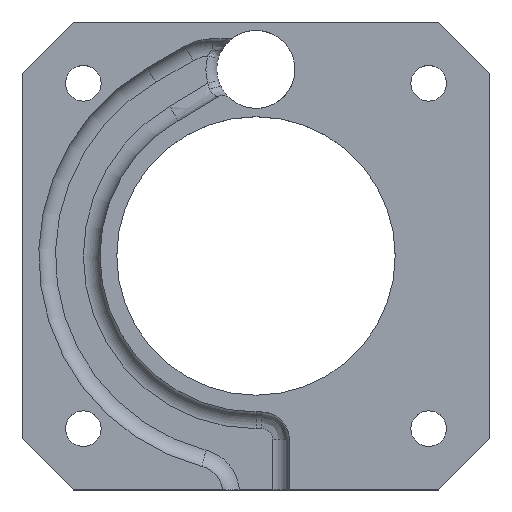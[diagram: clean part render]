
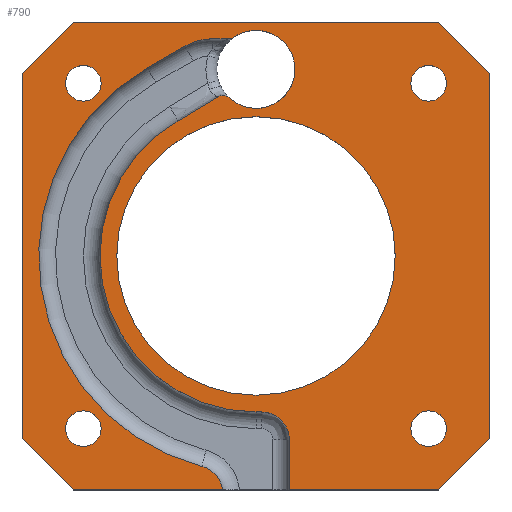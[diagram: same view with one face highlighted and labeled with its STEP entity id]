
A CAD part, top view. The second image highlights one B-rep face of the part: STEP entity #790.
In plain terms, the highlighted planar face has unit normal (0, 0, 1).
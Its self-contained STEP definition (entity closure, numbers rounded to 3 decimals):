
#15=(
BOUNDED_CURVE()
B_SPLINE_CURVE(5,(#1422,#1423,#1424,#1425,#1426,#1427,#1428,#1429,#1430),
 .UNSPECIFIED.,.F.,.F.)
B_SPLINE_CURVE_WITH_KNOTS((6,1,1,1,6),(0.398,0.4,0.6,0.8,1.),
 .UNSPECIFIED.)
CURVE()
GEOMETRIC_REPRESENTATION_ITEM()
RATIONAL_B_SPLINE_CURVE((1.,1.,1.,1.,1.,1.,1.,1.,1.))
REPRESENTATION_ITEM('')
);
#24=FACE_BOUND('',#248,.T.);
#25=FACE_BOUND('',#249,.T.);
#26=FACE_BOUND('',#250,.T.);
#27=FACE_BOUND('',#251,.T.);
#28=FACE_BOUND('',#252,.T.);
#31=PLANE('',#877);
#70=LINE('',#1550,#124);
#71=LINE('',#1554,#125);
#72=LINE('',#1556,#126);
#73=LINE('',#1558,#127);
#74=LINE('',#1560,#128);
#75=LINE('',#1562,#129);
#76=LINE('',#1564,#130);
#77=LINE('',#1566,#131);
#78=LINE('',#1568,#132);
#79=LINE('',#1570,#133);
#80=LINE('',#1571,#134);
#81=LINE('',#1575,#135);
#82=LINE('',#1578,#136);
#124=VECTOR('',#1037,10.);
#125=VECTOR('',#1040,10.);
#126=VECTOR('',#1041,10.);
#127=VECTOR('',#1042,10.);
#128=VECTOR('',#1043,10.);
#129=VECTOR('',#1044,10.);
#130=VECTOR('',#1045,10.);
#131=VECTOR('',#1046,10.);
#132=VECTOR('',#1047,10.);
#133=VECTOR('',#1048,10.);
#134=VECTOR('',#1049,10.);
#135=VECTOR('',#1052,10.);
#136=VECTOR('',#1055,10.);
#196=FACE_OUTER_BOUND('',#247,.T.);
#247=EDGE_LOOP('',(#643,#644,#645,#646,#647,#648,#649,#650,#651,#652,#653,
#654,#655,#656,#657,#658,#659,#660,#661,#662,#663,#664));
#248=EDGE_LOOP('',(#665));
#249=EDGE_LOOP('',(#666));
#250=EDGE_LOOP('',(#667));
#251=EDGE_LOOP('',(#668));
#252=EDGE_LOOP('',(#669));
#276=B_SPLINE_CURVE_WITH_KNOTS('',3,(#1205,#1206,#1207,#1208,#1209,#1210,
#1211),.UNSPECIFIED.,.F.,.F.,(4,3,4),(0.,0.063,0.125),
 .UNSPECIFIED.);
#292=CIRCLE('',#829,1.);
#306=CIRCLE('',#846,3.5);
#326=CIRCLE('',#876,2.5);
#327=CIRCLE('',#878,14.);
#328=CIRCLE('',#879,2.5);
#329=CIRCLE('',#880,19.5);
#330=CIRCLE('',#881,5.);
#331=CIRCLE('',#882,1.6);
#332=CIRCLE('',#883,1.6);
#333=CIRCLE('',#884,12.5);
#334=CIRCLE('',#885,1.6);
#335=CIRCLE('',#886,1.6);
#340=VERTEX_POINT('',#1178);
#341=VERTEX_POINT('',#1179);
#342=VERTEX_POINT('',#1203);
#343=VERTEX_POINT('',#1204);
#368=VERTEX_POINT('',#1420);
#387=VERTEX_POINT('',#1541);
#388=VERTEX_POINT('',#1543);
#389=VERTEX_POINT('',#1547);
#390=VERTEX_POINT('',#1549);
#391=VERTEX_POINT('',#1551);
#392=VERTEX_POINT('',#1553);
#393=VERTEX_POINT('',#1555);
#394=VERTEX_POINT('',#1557);
#395=VERTEX_POINT('',#1559);
#396=VERTEX_POINT('',#1561);
#397=VERTEX_POINT('',#1563);
#398=VERTEX_POINT('',#1565);
#399=VERTEX_POINT('',#1567);
#400=VERTEX_POINT('',#1569);
#401=VERTEX_POINT('',#1572);
#402=VERTEX_POINT('',#1574);
#403=VERTEX_POINT('',#1576);
#404=VERTEX_POINT('',#1579);
#405=VERTEX_POINT('',#1581);
#406=VERTEX_POINT('',#1583);
#407=VERTEX_POINT('',#1585);
#408=VERTEX_POINT('',#1587);
#413=EDGE_CURVE('',#340,#341,#292,.T.);
#416=EDGE_CURVE('',#342,#343,#276,.T.);
#448=EDGE_CURVE('',#340,#343,#306,.T.);
#451=EDGE_CURVE('',#342,#368,#15,.T.);
#482=EDGE_CURVE('',#387,#388,#326,.T.);
#484=EDGE_CURVE('',#368,#389,#327,.T.);
#485=EDGE_CURVE('',#389,#390,#70,.T.);
#486=EDGE_CURVE('',#391,#390,#328,.T.);
#487=EDGE_CURVE('',#391,#392,#71,.T.);
#488=EDGE_CURVE('',#392,#393,#72,.T.);
#489=EDGE_CURVE('',#394,#393,#73,.T.);
#490=EDGE_CURVE('',#394,#395,#74,.T.);
#491=EDGE_CURVE('',#396,#395,#75,.T.);
#492=EDGE_CURVE('',#396,#397,#76,.T.);
#493=EDGE_CURVE('',#398,#397,#77,.T.);
#494=EDGE_CURVE('',#398,#399,#78,.T.);
#495=EDGE_CURVE('',#400,#399,#79,.T.);
#496=EDGE_CURVE('',#400,#388,#80,.T.);
#497=EDGE_CURVE('',#387,#401,#329,.T.);
#498=EDGE_CURVE('',#401,#402,#81,.T.);
#499=EDGE_CURVE('',#403,#402,#330,.T.);
#500=EDGE_CURVE('',#403,#341,#82,.T.);
#501=EDGE_CURVE('',#404,#404,#331,.T.);
#502=EDGE_CURVE('',#405,#405,#332,.T.);
#503=EDGE_CURVE('',#406,#406,#333,.T.);
#504=EDGE_CURVE('',#407,#407,#334,.T.);
#505=EDGE_CURVE('',#408,#408,#335,.T.);
#643=ORIENTED_EDGE('',*,*,#413,.F.);
#644=ORIENTED_EDGE('',*,*,#448,.T.);
#645=ORIENTED_EDGE('',*,*,#416,.F.);
#646=ORIENTED_EDGE('',*,*,#451,.T.);
#647=ORIENTED_EDGE('',*,*,#484,.T.);
#648=ORIENTED_EDGE('',*,*,#485,.T.);
#649=ORIENTED_EDGE('',*,*,#486,.F.);
#650=ORIENTED_EDGE('',*,*,#487,.T.);
#651=ORIENTED_EDGE('',*,*,#488,.T.);
#652=ORIENTED_EDGE('',*,*,#489,.F.);
#653=ORIENTED_EDGE('',*,*,#490,.T.);
#654=ORIENTED_EDGE('',*,*,#491,.F.);
#655=ORIENTED_EDGE('',*,*,#492,.T.);
#656=ORIENTED_EDGE('',*,*,#493,.F.);
#657=ORIENTED_EDGE('',*,*,#494,.T.);
#658=ORIENTED_EDGE('',*,*,#495,.F.);
#659=ORIENTED_EDGE('',*,*,#496,.T.);
#660=ORIENTED_EDGE('',*,*,#482,.F.);
#661=ORIENTED_EDGE('',*,*,#497,.T.);
#662=ORIENTED_EDGE('',*,*,#498,.T.);
#663=ORIENTED_EDGE('',*,*,#499,.F.);
#664=ORIENTED_EDGE('',*,*,#500,.T.);
#665=ORIENTED_EDGE('',*,*,#501,.T.);
#666=ORIENTED_EDGE('',*,*,#502,.T.);
#667=ORIENTED_EDGE('',*,*,#503,.T.);
#668=ORIENTED_EDGE('',*,*,#504,.T.);
#669=ORIENTED_EDGE('',*,*,#505,.T.);
#790=ADVANCED_FACE('',(#196,#24,#25,#26,#27,#28),#31,.T.);
#829=AXIS2_PLACEMENT_3D('',#1180,#916,#917);
#846=AXIS2_PLACEMENT_3D('',#1392,#960,#961);
#876=AXIS2_PLACEMENT_3D('',#1544,#1030,#1031);
#877=AXIS2_PLACEMENT_3D('',#1546,#1033,#1034);
#878=AXIS2_PLACEMENT_3D('',#1548,#1035,#1036);
#879=AXIS2_PLACEMENT_3D('',#1552,#1038,#1039);
#880=AXIS2_PLACEMENT_3D('',#1573,#1050,#1051);
#881=AXIS2_PLACEMENT_3D('',#1577,#1053,#1054);
#882=AXIS2_PLACEMENT_3D('',#1580,#1056,#1057);
#883=AXIS2_PLACEMENT_3D('',#1582,#1058,#1059);
#884=AXIS2_PLACEMENT_3D('',#1584,#1060,#1061);
#885=AXIS2_PLACEMENT_3D('',#1586,#1062,#1063);
#886=AXIS2_PLACEMENT_3D('',#1588,#1064,#1065);
#916=DIRECTION('center_axis',(0.,0.,-1.));
#917=DIRECTION('ref_axis',(0.289,-0.957,0.));
#960=DIRECTION('center_axis',(0.,0.,-1.));
#961=DIRECTION('ref_axis',(-1.,0.,0.));
#1030=DIRECTION('center_axis',(0.,0.,-1.));
#1031=DIRECTION('ref_axis',(0.249,0.968,0.));
#1033=DIRECTION('center_axis',(0.,0.,1.));
#1034=DIRECTION('ref_axis',(1.,0.,0.));
#1035=DIRECTION('center_axis',(0.,0.,1.));
#1036=DIRECTION('ref_axis',(0.214,-0.977,0.));
#1037=DIRECTION('',(1.,0.,0.));
#1038=DIRECTION('center_axis',(0.,0.,1.));
#1039=DIRECTION('ref_axis',(0.707,0.707,0.));
#1040=DIRECTION('',(0.,-1.,0.));
#1041=DIRECTION('',(1.,0.,0.));
#1042=DIRECTION('',(-0.707,-0.707,0.));
#1043=DIRECTION('',(0.,1.,0.));
#1044=DIRECTION('',(0.707,-0.707,0.));
#1045=DIRECTION('',(-1.,0.,0.));
#1046=DIRECTION('',(0.707,0.707,0.));
#1047=DIRECTION('',(0.,-1.,0.));
#1048=DIRECTION('',(-0.707,0.707,0.));
#1049=DIRECTION('',(1.,0.,0.));
#1050=DIRECTION('center_axis',(0.,0.,-1.));
#1051=DIRECTION('ref_axis',(0.154,-0.988,0.));
#1052=DIRECTION('',(0.866,0.5,0.));
#1053=DIRECTION('center_axis',(0.,0.,1.));
#1054=DIRECTION('ref_axis',(-0.259,0.966,0.));
#1055=DIRECTION('',(1.,0.,0.));
#1056=DIRECTION('center_axis',(0.,0.,-1.));
#1057=DIRECTION('ref_axis',(1.,0.,0.));
#1058=DIRECTION('center_axis',(0.,0.,-1.));
#1059=DIRECTION('ref_axis',(1.,0.,0.));
#1060=DIRECTION('center_axis',(0.,0.,-1.));
#1061=DIRECTION('ref_axis',(1.,0.,0.));
#1062=DIRECTION('center_axis',(0.,0.,-1.));
#1063=DIRECTION('ref_axis',(1.,0.,0.));
#1064=DIRECTION('center_axis',(0.,0.,-1.));
#1065=DIRECTION('ref_axis',(1.,0.,0.));
#1178=CARTESIAN_POINT('',(19.065,40.667,4.));
#1179=CARTESIAN_POINT('',(18.513,40.5,4.));
#1180=CARTESIAN_POINT('Origin',(18.513,41.5,4.));
#1203=CARTESIAN_POINT('',(17.511,35.253,4.));
#1204=CARTESIAN_POINT('',(18.675,35.134,4.));
#1205=CARTESIAN_POINT('Ctrl Pts',(17.511,35.253,4.));
#1206=CARTESIAN_POINT('Ctrl Pts',(17.691,35.357,4.));
#1207=CARTESIAN_POINT('Ctrl Pts',(17.905,35.402,4.));
#1208=CARTESIAN_POINT('Ctrl Pts',(18.112,35.381,4.));
#1209=CARTESIAN_POINT('Ctrl Pts',(18.319,35.36,4.));
#1210=CARTESIAN_POINT('Ctrl Pts',(18.519,35.272,4.));
#1211=CARTESIAN_POINT('Ctrl Pts',(18.675,35.134,4.));
#1392=CARTESIAN_POINT('Origin',(21.,37.75,4.));
#1420=CARTESIAN_POINT('',(14.,33.124,4.));
#1422=CARTESIAN_POINT('Ctrl Pts',(17.511,35.253,4.));
#1423=CARTESIAN_POINT('Ctrl Pts',(17.508,35.251,4.));
#1424=CARTESIAN_POINT('Ctrl Pts',(17.247,35.101,4.));
#1425=CARTESIAN_POINT('Ctrl Pts',(16.709,34.782,4.));
#1426=CARTESIAN_POINT('Ctrl Pts',(15.877,34.272,4.));
#1427=CARTESIAN_POINT('Ctrl Pts',(15.092,33.782,4.));
#1428=CARTESIAN_POINT('Ctrl Pts',(14.468,33.4,4.));
#1429=CARTESIAN_POINT('Ctrl Pts',(14.141,33.206,4.));
#1430=CARTESIAN_POINT('Ctrl Pts',(14.,33.124,4.));
#1541=CARTESIAN_POINT('',(16.142,2.115,4.));
#1543=CARTESIAN_POINT('',(18.,0.,4.));
#1544=CARTESIAN_POINT('Origin',(15.519,-0.306,4.));
#1546=CARTESIAN_POINT('Origin',(21.,21.,4.));
#1547=CARTESIAN_POINT('',(21.,7.,4.));
#1548=CARTESIAN_POINT('Origin',(21.,21.,4.));
#1549=CARTESIAN_POINT('',(21.5,7.,4.));
#1550=CARTESIAN_POINT('',(21.,7.,4.));
#1551=CARTESIAN_POINT('',(24.,4.5,4.));
#1552=CARTESIAN_POINT('Origin',(21.5,4.5,4.));
#1553=CARTESIAN_POINT('',(24.,0.,4.));
#1554=CARTESIAN_POINT('',(24.,14.,4.));
#1555=CARTESIAN_POINT('',(37.4,0.,4.));
#1556=CARTESIAN_POINT('',(0.,0.,4.));
#1557=CARTESIAN_POINT('',(42.,4.6,4.));
#1558=CARTESIAN_POINT('',(39.7,2.3,4.));
#1559=CARTESIAN_POINT('',(42.,37.4,4.));
#1560=CARTESIAN_POINT('',(42.,42.,4.));
#1561=CARTESIAN_POINT('',(37.4,42.,4.));
#1562=CARTESIAN_POINT('',(39.7,39.7,4.));
#1563=CARTESIAN_POINT('',(4.6,42.,4.));
#1564=CARTESIAN_POINT('',(0.,42.,4.));
#1565=CARTESIAN_POINT('',(0.,37.4,4.));
#1566=CARTESIAN_POINT('',(2.3,39.7,4.));
#1567=CARTESIAN_POINT('',(0.,4.6,4.));
#1568=CARTESIAN_POINT('',(0.,0.,4.));
#1569=CARTESIAN_POINT('',(4.6,0.,4.));
#1570=CARTESIAN_POINT('',(2.3,2.3,4.));
#1571=CARTESIAN_POINT('',(0.,0.,4.));
#1572=CARTESIAN_POINT('',(11.25,37.887,4.));
#1573=CARTESIAN_POINT('Origin',(21.,21.,4.));
#1574=CARTESIAN_POINT('',(14.615,39.83,4.));
#1575=CARTESIAN_POINT('',(11.25,37.887,4.));
#1576=CARTESIAN_POINT('',(17.115,40.5,4.));
#1577=CARTESIAN_POINT('Origin',(17.115,35.5,4.));
#1578=CARTESIAN_POINT('',(18.387,40.5,4.));
#1579=CARTESIAN_POINT('',(3.9,36.5,4.));
#1580=CARTESIAN_POINT('Origin',(5.5,36.5,4.));
#1581=CARTESIAN_POINT('',(34.9,5.5,4.));
#1582=CARTESIAN_POINT('Origin',(36.5,5.5,4.));
#1583=CARTESIAN_POINT('',(8.5,21.,4.));
#1584=CARTESIAN_POINT('Origin',(21.,21.,4.));
#1585=CARTESIAN_POINT('',(3.9,5.5,4.));
#1586=CARTESIAN_POINT('Origin',(5.5,5.5,4.));
#1587=CARTESIAN_POINT('',(34.9,36.5,4.));
#1588=CARTESIAN_POINT('Origin',(36.5,36.5,4.));
